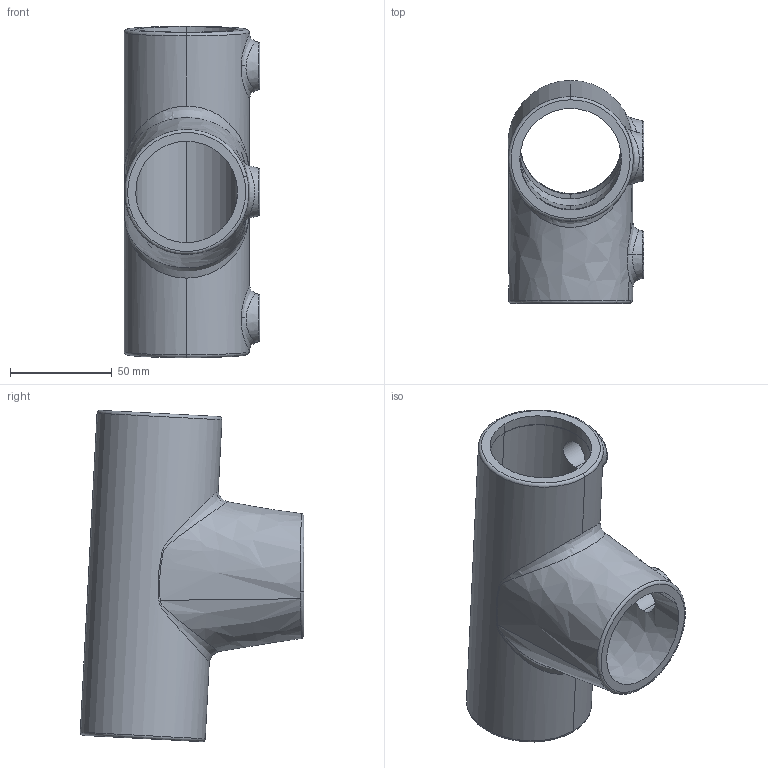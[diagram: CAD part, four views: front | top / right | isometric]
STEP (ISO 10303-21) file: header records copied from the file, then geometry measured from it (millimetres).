
FILE_DESCRIPTION (( 'STEP AP203' ), '1' );
FILE_NAME ('T17621.STEP', '2018-10-10T09:11:16', ( '' ), ( '' ), 'SwSTEP 2.0', 'SolidWorks 2016', '' );
FILE_SCHEMA (( 'CONFIG_CONTROL_DESIGN' ));
Length unit declared in the file: millimetre
Products named in the file (1): T17621
Bounding box: 66.75 x 109.82 x 162.84 mm (x, y, z)
Volume: 196756.2 mm3; surface area: 74377.7 mm2
Topology: 1 solids, 1 shells, 52 faces, 135 edges, 88 vertices
Faces by surface type: bspline 14, cylinder 14, torus 10, plane 8, cone 6
Entity records: 7521 total; most frequent: CARTESIAN_POINT 6253, ORIENTED_EDGE 270, DIRECTION 216, EDGE_CURVE 135, AXIS2_PLACEMENT_3D 97, VERTEX_POINT 88, EDGE_LOOP 65, CIRCLE 58
